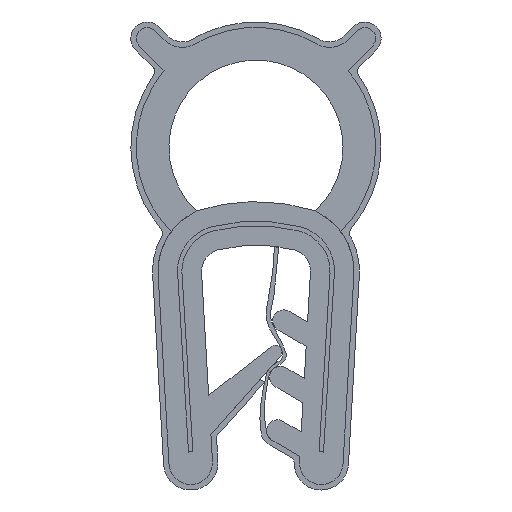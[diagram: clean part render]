
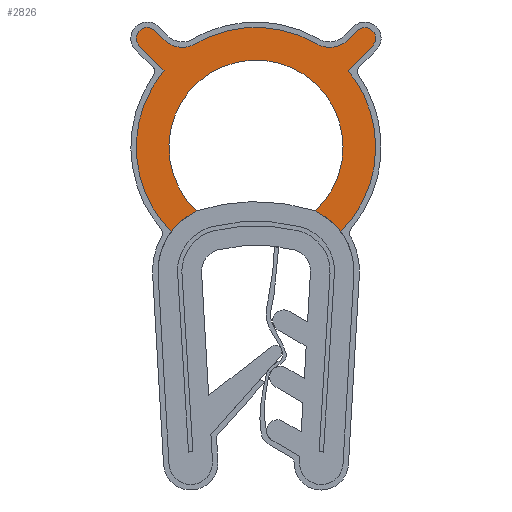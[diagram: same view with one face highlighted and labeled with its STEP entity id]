
A CAD part, front view. The second image highlights one B-rep face of the part: STEP entity #2826.
In plain terms, the highlighted free-form (B-spline) face has degree [1, 1] with [2, 2] control points.
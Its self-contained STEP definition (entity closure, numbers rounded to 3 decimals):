
#2613=CARTESIAN_POINT('',(-6.049,0.0,0.219));
#2614=CARTESIAN_POINT('',(6.049,0.0,0.219));
#2615=CARTESIAN_POINT('',(-6.049,0.0,-10.101));
#2616=CARTESIAN_POINT('',(6.049,0.0,-10.101));
#2617=B_SPLINE_SURFACE_WITH_KNOTS('',1,1,((#2613,#2615),(#2614,#2616)),.UNSPECIFIED.,.F.,.F.,.U.,(2,2),(2,2),(0.0,12.099),(0.0,10.32),.UNSPECIFIED.);
#2618=CARTESIAN_POINT('',(-3.075,0.0,-8.887));
#2619=VERTEX_POINT('',#2618);
#2620=CARTESIAN_POINT('',(-2.73,0.0,-8.674));
#2621=VERTEX_POINT('',#2620);
#2622=CARTESIAN_POINT('',(-3.075,0.0,-8.887));
#2623=CARTESIAN_POINT('',(-2.73,0.0,-8.674));
#2624=QUASI_UNIFORM_CURVE('',1,(#2622,#2623),.UNSPECIFIED.,.F.,.U.);
#2625=EDGE_CURVE('',#2619,#2621,#2624,.T.);
#2626=ORIENTED_EDGE('',*,*,#2625,.T.);
#2627=CARTESIAN_POINT('',(2.73,0.0,-8.674));
#2628=VERTEX_POINT('',#2627);
#2629=CARTESIAN_POINT('',(2.73,0.0,-8.674));
#2630=CARTESIAN_POINT('',(4.72,0.0,-6.816));
#2631=CARTESIAN_POINT('',(3.721,0.0,-4.283));
#2632=CARTESIAN_POINT('',(2.723,0.0,-1.75));
#2633=CARTESIAN_POINT('',(0.0,0.0,-1.75));
#2634=CARTESIAN_POINT('',(-2.723,0.0,-1.75));
#2635=CARTESIAN_POINT('',(-3.721,0.0,-4.283));
#2636=CARTESIAN_POINT('',(-4.72,0.0,-6.816));
#2637=CARTESIAN_POINT('',(-2.73,0.0,-8.674));
#2645=(BOUNDED_CURVE()B_SPLINE_CURVE(2,(#2629,#2630,#2631,#2632,#2633,#2634,#2635,#2636,#2637),.UNSPECIFIED.,.F.,.U.)B_SPLINE_CURVE_WITH_KNOTS((3,2,2,2,3),(0.0,0.25,0.5,0.75,1.0),.UNSPECIFIED.)CURVE()GEOMETRIC_REPRESENTATION_ITEM()RATIONAL_B_SPLINE_CURVE((1.0,0.827,1.0,0.827,1.0,0.827,1.0,0.827,1.0))REPRESENTATION_ITEM(''));
#2646=EDGE_CURVE('',#2628,#2621,#2645,.T.);
#2647=ORIENTED_EDGE('',*,*,#2646,.F.);
#2648=CARTESIAN_POINT('',(3.075,0.0,-8.887));
#2649=VERTEX_POINT('',#2648);
#2650=CARTESIAN_POINT('',(2.73,0.0,-8.674));
#2651=CARTESIAN_POINT('',(3.075,0.0,-8.887));
#2652=QUASI_UNIFORM_CURVE('',1,(#2650,#2651),.UNSPECIFIED.,.F.,.U.);
#2653=EDGE_CURVE('',#2628,#2649,#2652,.T.);
#2654=ORIENTED_EDGE('',*,*,#2653,.T.);
#2655=CARTESIAN_POINT('',(3.895,0.0,-9.633));
#2656=VERTEX_POINT('',#2655);
#2657=CARTESIAN_POINT('',(3.895,0.0,-9.633));
#2658=CARTESIAN_POINT('',(3.555,0.0,-9.182));
#2659=CARTESIAN_POINT('',(3.075,0.0,-8.887));
#2667=(BOUNDED_CURVE()B_SPLINE_CURVE(2,(#2657,#2658,#2659),.UNSPECIFIED.,.F.,.U.)CURVE()GEOMETRIC_REPRESENTATION_ITEM()QUASI_UNIFORM_CURVE()RATIONAL_B_SPLINE_CURVE((1.0,0.983,1.0))REPRESENTATION_ITEM(''));
#2668=EDGE_CURVE('',#2656,#2649,#2667,.T.);
#2669=ORIENTED_EDGE('',*,*,#2668,.F.);
#2670=CARTESIAN_POINT('',(4.227,0.0,-2.231));
#2671=VERTEX_POINT('',#2670);
#2672=CARTESIAN_POINT('',(3.895,0.0,-9.633));
#2673=CARTESIAN_POINT('',(7.434,0.0,-6.083));
#2674=CARTESIAN_POINT('',(4.227,0.0,-2.231));
#2682=(BOUNDED_CURVE()B_SPLINE_CURVE(2,(#2672,#2673,#2674),.UNSPECIFIED.,.F.,.U.)CURVE()GEOMETRIC_REPRESENTATION_ITEM()QUASI_UNIFORM_CURVE()RATIONAL_B_SPLINE_CURVE((1.0,0.739,1.0))REPRESENTATION_ITEM(''));
#2683=EDGE_CURVE('',#2656,#2671,#2682,.T.);
#2684=ORIENTED_EDGE('',*,*,#2683,.T.);
#2685=CARTESIAN_POINT('',(5.354,0.0,-1.104));
#2686=VERTEX_POINT('',#2685);
#2687=CARTESIAN_POINT('',(4.227,0.0,-2.231));
#2688=CARTESIAN_POINT('',(5.354,0.0,-1.104));
#2689=QUASI_UNIFORM_CURVE('',1,(#2687,#2688),.UNSPECIFIED.,.F.,.U.);
#2690=EDGE_CURVE('',#2671,#2686,#2689,.T.);
#2691=ORIENTED_EDGE('',*,*,#2690,.T.);
#2692=CARTESIAN_POINT('',(4.646,0.0,-0.396));
#2693=VERTEX_POINT('',#2692);
#2694=CARTESIAN_POINT('',(5.354,0.0,-1.104));
#2695=CARTESIAN_POINT('',(5.558,0.0,-0.899));
#2696=CARTESIAN_POINT('',(5.483,0.0,-0.621));
#2697=CARTESIAN_POINT('',(5.408,0.0,-0.342));
#2698=CARTESIAN_POINT('',(5.129,0.0,-0.267));
#2699=CARTESIAN_POINT('',(4.851,0.0,-0.192));
#2700=CARTESIAN_POINT('',(4.646,0.0,-0.396));
#2708=(BOUNDED_CURVE()B_SPLINE_CURVE(2,(#2694,#2695,#2696,#2697,#2698,#2699,#2700),.UNSPECIFIED.,.F.,.U.)B_SPLINE_CURVE_WITH_KNOTS((3,2,2,3),(0.0,0.333,0.667,1.0),.UNSPECIFIED.)CURVE()GEOMETRIC_REPRESENTATION_ITEM()RATIONAL_B_SPLINE_CURVE((1.0,0.866,1.0,0.866,1.0,0.866,1.0))REPRESENTATION_ITEM(''));
#2709=EDGE_CURVE('',#2686,#2693,#2708,.T.);
#2710=ORIENTED_EDGE('',*,*,#2709,.T.);
#2711=CARTESIAN_POINT('',(4.229,0.0,-0.814));
#2712=VERTEX_POINT('',#2711);
#2713=CARTESIAN_POINT('',(4.646,0.0,-0.396));
#2714=CARTESIAN_POINT('',(4.229,0.0,-0.814));
#2715=QUASI_UNIFORM_CURVE('',1,(#2713,#2714),.UNSPECIFIED.,.F.,.U.);
#2716=EDGE_CURVE('',#2693,#2712,#2715,.T.);
#2717=ORIENTED_EDGE('',*,*,#2716,.T.);
#2718=CARTESIAN_POINT('',(2.775,0.0,-1.001));
#2719=VERTEX_POINT('',#2718);
#2720=CARTESIAN_POINT('',(2.775,0.0,-1.001));
#2721=CARTESIAN_POINT('',(3.574,0.0,-1.469));
#2722=CARTESIAN_POINT('',(4.229,0.0,-0.814));
#2730=(BOUNDED_CURVE()B_SPLINE_CURVE(2,(#2720,#2721,#2722),.UNSPECIFIED.,.F.,.U.)CURVE()GEOMETRIC_REPRESENTATION_ITEM()QUASI_UNIFORM_CURVE()RATIONAL_B_SPLINE_CURVE((1.0,0.792,1.0))REPRESENTATION_ITEM(''));
#2731=EDGE_CURVE('',#2719,#2712,#2730,.T.);
#2732=ORIENTED_EDGE('',*,*,#2731,.F.);
#2733=CARTESIAN_POINT('',(-2.775,0.0,-1.001));
#2734=VERTEX_POINT('',#2733);
#2735=CARTESIAN_POINT('',(2.775,0.0,-1.001));
#2736=CARTESIAN_POINT('',(0.,0.0,0.62));
#2737=CARTESIAN_POINT('',(-2.775,0.0,-1.001));
#2745=(BOUNDED_CURVE()B_SPLINE_CURVE(2,(#2735,#2736,#2737),.UNSPECIFIED.,.F.,.U.)CURVE()GEOMETRIC_REPRESENTATION_ITEM()QUASI_UNIFORM_CURVE()RATIONAL_B_SPLINE_CURVE((1.0,0.863,1.0))REPRESENTATION_ITEM(''));
#2746=EDGE_CURVE('',#2719,#2734,#2745,.T.);
#2747=ORIENTED_EDGE('',*,*,#2746,.T.);
#2748=CARTESIAN_POINT('',(-4.229,0.0,-0.814));
#2749=VERTEX_POINT('',#2748);
#2750=CARTESIAN_POINT('',(-4.229,0.0,-0.814));
#2751=CARTESIAN_POINT('',(-3.574,0.0,-1.469));
#2752=CARTESIAN_POINT('',(-2.775,0.0,-1.001));
#2760=(BOUNDED_CURVE()B_SPLINE_CURVE(2,(#2750,#2751,#2752),.UNSPECIFIED.,.F.,.U.)CURVE()GEOMETRIC_REPRESENTATION_ITEM()QUASI_UNIFORM_CURVE()RATIONAL_B_SPLINE_CURVE((1.0,0.792,1.0))REPRESENTATION_ITEM(''));
#2761=EDGE_CURVE('',#2749,#2734,#2760,.T.);
#2762=ORIENTED_EDGE('',*,*,#2761,.F.);
#2763=CARTESIAN_POINT('',(-4.646,0.0,-0.396));
#2764=VERTEX_POINT('',#2763);
#2765=CARTESIAN_POINT('',(-4.229,0.0,-0.814));
#2766=CARTESIAN_POINT('',(-4.646,0.0,-0.396));
#2767=QUASI_UNIFORM_CURVE('',1,(#2765,#2766),.UNSPECIFIED.,.F.,.U.);
#2768=EDGE_CURVE('',#2749,#2764,#2767,.T.);
#2769=ORIENTED_EDGE('',*,*,#2768,.T.);
#2770=CARTESIAN_POINT('',(-5.354,0.0,-1.104));
#2771=VERTEX_POINT('',#2770);
#2772=CARTESIAN_POINT('',(-4.646,0.0,-0.396));
#2773=CARTESIAN_POINT('',(-4.851,0.0,-0.192));
#2774=CARTESIAN_POINT('',(-5.129,0.0,-0.267));
#2775=CARTESIAN_POINT('',(-5.408,0.0,-0.342));
#2776=CARTESIAN_POINT('',(-5.483,0.0,-0.621));
#2777=CARTESIAN_POINT('',(-5.558,0.0,-0.899));
#2778=CARTESIAN_POINT('',(-5.354,0.0,-1.104));
#2786=(BOUNDED_CURVE()B_SPLINE_CURVE(2,(#2772,#2773,#2774,#2775,#2776,#2777,#2778),.UNSPECIFIED.,.F.,.U.)B_SPLINE_CURVE_WITH_KNOTS((3,2,2,3),(0.0,0.333,0.667,1.0),.UNSPECIFIED.)CURVE()GEOMETRIC_REPRESENTATION_ITEM()RATIONAL_B_SPLINE_CURVE((1.0,0.866,1.0,0.866,1.0,0.866,1.0))REPRESENTATION_ITEM(''));
#2787=EDGE_CURVE('',#2764,#2771,#2786,.T.);
#2788=ORIENTED_EDGE('',*,*,#2787,.T.);
#2789=CARTESIAN_POINT('',(-4.227,0.0,-2.231));
#2790=VERTEX_POINT('',#2789);
#2791=CARTESIAN_POINT('',(-5.354,0.0,-1.104));
#2792=CARTESIAN_POINT('',(-4.227,0.0,-2.231));
#2793=QUASI_UNIFORM_CURVE('',1,(#2791,#2792),.UNSPECIFIED.,.F.,.U.);
#2794=EDGE_CURVE('',#2771,#2790,#2793,.T.);
#2795=ORIENTED_EDGE('',*,*,#2794,.T.);
#2796=CARTESIAN_POINT('',(-3.895,0.0,-9.633));
#2797=VERTEX_POINT('',#2796);
#2798=CARTESIAN_POINT('',(-4.227,0.0,-2.231));
#2799=CARTESIAN_POINT('',(-7.434,0.0,-6.083));
#2800=CARTESIAN_POINT('',(-3.895,0.0,-9.633));
#2808=(BOUNDED_CURVE()B_SPLINE_CURVE(2,(#2798,#2799,#2800),.UNSPECIFIED.,.F.,.U.)CURVE()GEOMETRIC_REPRESENTATION_ITEM()QUASI_UNIFORM_CURVE()RATIONAL_B_SPLINE_CURVE((1.0,0.739,1.0))REPRESENTATION_ITEM(''));
#2809=EDGE_CURVE('',#2790,#2797,#2808,.T.);
#2810=ORIENTED_EDGE('',*,*,#2809,.T.);
#2811=CARTESIAN_POINT('',(-3.075,0.0,-8.887));
#2812=CARTESIAN_POINT('',(-3.555,0.0,-9.182));
#2813=CARTESIAN_POINT('',(-3.895,0.0,-9.633));
#2821=(BOUNDED_CURVE()B_SPLINE_CURVE(2,(#2811,#2812,#2813),.UNSPECIFIED.,.F.,.U.)CURVE()GEOMETRIC_REPRESENTATION_ITEM()QUASI_UNIFORM_CURVE()RATIONAL_B_SPLINE_CURVE((1.0,0.983,1.0))REPRESENTATION_ITEM(''));
#2822=EDGE_CURVE('',#2619,#2797,#2821,.T.);
#2823=ORIENTED_EDGE('',*,*,#2822,.F.);
#2824=EDGE_LOOP('',(#2626,#2647,#2654,#2669,#2684,#2691,#2710,#2717,#2732,#2747,#2762,#2769,#2788,#2795,#2810,#2823));
#2825=FACE_OUTER_BOUND('',#2824,.T.);
#2826=ADVANCED_FACE('',(#2825),#2617,.F.);
